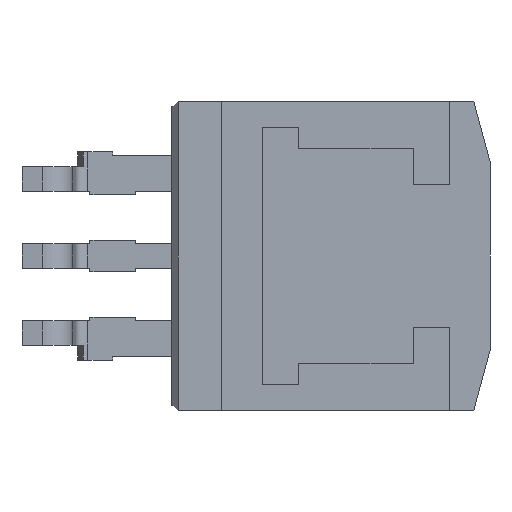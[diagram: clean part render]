
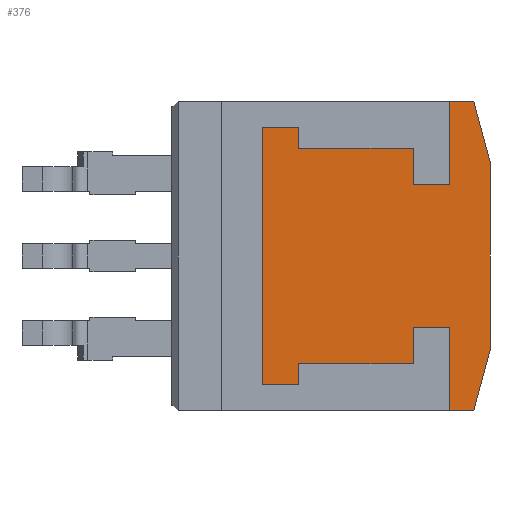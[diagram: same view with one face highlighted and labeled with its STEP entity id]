
A CAD part, front view. The second image highlights one B-rep face of the part: STEP entity #376.
In plain terms, the highlighted planar face has unit normal (0, -1, 0).
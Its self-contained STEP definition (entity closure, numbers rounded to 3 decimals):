
#8 = LINE ( 'NONE', #413, #1028 ) ;
#53 = EDGE_CURVE ( 'NONE', #2398, #3830, #801, .T. ) ;
#72 = DIRECTION ( 'NONE',  ( 0., 0., -1. ) ) ;
#115 = ORIENTED_EDGE ( 'NONE', *, *, #1233, .F. ) ;
#134 = VERTEX_POINT ( 'NONE', #4079 ) ;
#155 = VERTEX_POINT ( 'NONE', #595 ) ;
#234 = ORIENTED_EDGE ( 'NONE', *, *, #2441, .F. ) ;
#277 = EDGE_CURVE ( 'NONE', #1086, #3632, #1060, .T. ) ;
#376 = ADVANCED_FACE ( 'NONE', ( #3482 ), #3144, .F. ) ;
#383 = ORIENTED_EDGE ( 'NONE', *, *, #1490, .F. ) ;
#396 = CARTESIAN_POINT ( 'NONE',  ( 1.413, 0., -4.25 ) ) ;
#413 = CARTESIAN_POINT ( 'NONE',  ( 5.177, 0., 2.35 ) ) ;
#420 = LINE ( 'NONE', #759, #1591 ) ;
#473 = CARTESIAN_POINT ( 'NONE',  ( 1.413, 0., 3.55 ) ) ;
#476 = CARTESIAN_POINT ( 'NONE',  ( 7.712, 0., -3.1 ) ) ;
#509 = VECTOR ( 'NONE', #1269, 1000. ) ;
#532 = CARTESIAN_POINT ( 'NONE',  ( 6.377, 0., -5.1 ) ) ;
#539 = LINE ( 'NONE', #3174, #2845 ) ;
#567 = DIRECTION ( 'NONE',  ( 0., 0., -1. ) ) ;
#595 = CARTESIAN_POINT ( 'NONE',  ( 0.213, 0., 4.25 ) ) ;
#601 = LINE ( 'NONE', #683, #855 ) ;
#614 = VECTOR ( 'NONE', #1081, 1000. ) ;
#670 = CARTESIAN_POINT ( 'NONE',  ( 5.177, 0., -3.55 ) ) ;
#683 = CARTESIAN_POINT ( 'NONE',  ( 1.413, 0., 4.25 ) ) ;
#759 = CARTESIAN_POINT ( 'NONE',  ( 1.413, 0., -3.55 ) ) ;
#791 = CARTESIAN_POINT ( 'NONE',  ( 7.177, 0., 5.1 ) ) ;
#801 = LINE ( 'NONE', #1770, #2079 ) ;
#855 = VECTOR ( 'NONE', #3155, 1000. ) ;
#856 = CARTESIAN_POINT ( 'NONE',  ( 7.712, 0., 3.1 ) ) ;
#860 = ORIENTED_EDGE ( 'NONE', *, *, #277, .F. ) ;
#872 = EDGE_CURVE ( 'NONE', #2336, #1807, #2220, .T. ) ;
#920 = EDGE_CURVE ( 'NONE', #2422, #2336, #1747, .T. ) ;
#927 = LINE ( 'NONE', #3498, #2121 ) ;
#929 = CARTESIAN_POINT ( 'NONE',  ( 1.413, 0., 3.55 ) ) ;
#930 = CARTESIAN_POINT ( 'NONE',  ( 0.213, 0., -4.25 ) ) ;
#932 = VERTEX_POINT ( 'NONE', #2741 ) ;
#936 = DIRECTION ( 'NONE',  ( 0., 0., -1. ) ) ;
#984 = VECTOR ( 'NONE', #2231, 1000. ) ;
#990 = ORIENTED_EDGE ( 'NONE', *, *, #1666, .F. ) ;
#1008 = LINE ( 'NONE', #2678, #1252 ) ;
#1028 = VECTOR ( 'NONE', #2294, 1000. ) ;
#1060 = LINE ( 'NONE', #473, #614 ) ;
#1081 = DIRECTION ( 'NONE',  ( 1., 0., 0. ) ) ;
#1086 = VERTEX_POINT ( 'NONE', #929 ) ;
#1109 = DIRECTION ( 'NONE',  ( 0., 0., -1. ) ) ;
#1135 = ORIENTED_EDGE ( 'NONE', *, *, #4145, .F. ) ;
#1162 = CARTESIAN_POINT ( 'NONE',  ( 5.177, 0., 3.55 ) ) ;
#1233 = EDGE_CURVE ( 'NONE', #2650, #932, #8, .T. ) ;
#1252 = VECTOR ( 'NONE', #3625, 1000. ) ;
#1269 = DIRECTION ( 'NONE',  ( 0., 0., 1. ) ) ;
#1294 = DIRECTION ( 'NONE',  ( 0., 0., 1. ) ) ;
#1303 = EDGE_CURVE ( 'NONE', #134, #1426, #2613, .T. ) ;
#1351 = VERTEX_POINT ( 'NONE', #3082 ) ;
#1385 = VECTOR ( 'NONE', #3951, 1000. ) ;
#1407 = LINE ( 'NONE', #2679, #1385 ) ;
#1426 = VERTEX_POINT ( 'NONE', #3393 ) ;
#1432 = VECTOR ( 'NONE', #3568, 1000. ) ;
#1433 = ORIENTED_EDGE ( 'NONE', *, *, #872, .F. ) ;
#1434 = CARTESIAN_POINT ( 'NONE',  ( 6.377, 0., -2.35 ) ) ;
#1479 = EDGE_CURVE ( 'NONE', #1807, #2307, #3462, .T. ) ;
#1490 = EDGE_CURVE ( 'NONE', #3632, #2650, #927, .T. ) ;
#1526 = VECTOR ( 'NONE', #2163, 1000. ) ;
#1558 = DIRECTION ( 'NONE',  ( 0., 1., 0. ) ) ;
#1591 = VECTOR ( 'NONE', #1731, 1000. ) ;
#1627 = LINE ( 'NONE', #3778, #509 ) ;
#1654 = CARTESIAN_POINT ( 'NONE',  ( 6.377, 0., 5.1 ) ) ;
#1666 = EDGE_CURVE ( 'NONE', #932, #2403, #1968, .T. ) ;
#1702 = VERTEX_POINT ( 'NONE', #670 ) ;
#1731 = DIRECTION ( 'NONE',  ( -1., 0., 0. ) ) ;
#1747 = LINE ( 'NONE', #476, #3836 ) ;
#1753 = VERTEX_POINT ( 'NONE', #791 ) ;
#1770 = CARTESIAN_POINT ( 'NONE',  ( 5.177, 0., -2.35 ) ) ;
#1800 = ORIENTED_EDGE ( 'NONE', *, *, #2720, .F. ) ;
#1807 = VERTEX_POINT ( 'NONE', #3298 ) ;
#1891 = EDGE_CURVE ( 'NONE', #3830, #1702, #539, .T. ) ;
#1929 = CARTESIAN_POINT ( 'NONE',  ( 6.377, 0., 5.1 ) ) ;
#1960 = ORIENTED_EDGE ( 'NONE', *, *, #53, .F. ) ;
#1968 = LINE ( 'NONE', #1929, #3969 ) ;
#2008 = EDGE_CURVE ( 'NONE', #2403, #1753, #4130, .T. ) ;
#2019 = ORIENTED_EDGE ( 'NONE', *, *, #2008, .F. ) ;
#2079 = VECTOR ( 'NONE', #3040, 1000. ) ;
#2090 = VERTEX_POINT ( 'NONE', #2704 ) ;
#2097 = AXIS2_PLACEMENT_3D ( 'NONE', #4072, #1558, #3098 ) ;
#2121 = VECTOR ( 'NONE', #567, 1000. ) ;
#2163 = DIRECTION ( 'NONE',  ( 1., 0., 0. ) ) ;
#2182 = LINE ( 'NONE', #3998, #1526 ) ;
#2220 = LINE ( 'NONE', #2302, #1432 ) ;
#2231 = DIRECTION ( 'NONE',  ( -1., 0., 0. ) ) ;
#2294 = DIRECTION ( 'NONE',  ( 1., 0., 0. ) ) ;
#2302 = CARTESIAN_POINT ( 'NONE',  ( 7.177, 0., -5.1 ) ) ;
#2307 = VERTEX_POINT ( 'NONE', #532 ) ;
#2330 = ORIENTED_EDGE ( 'NONE', *, *, #1303, .F. ) ;
#2336 = VERTEX_POINT ( 'NONE', #3025 ) ;
#2340 = CARTESIAN_POINT ( 'NONE',  ( 5.177, 0., -2.35 ) ) ;
#2380 = EDGE_LOOP ( 'NONE', ( #3222, #3264, #1433, #2458, #4052, #2019, #990, #115, #383, #860, #3125, #3327, #234, #1135, #2330, #1800, #3948, #1960 ) ) ;
#2398 = VERTEX_POINT ( 'NONE', #1434 ) ;
#2403 = VERTEX_POINT ( 'NONE', #2706 ) ;
#2422 = VERTEX_POINT ( 'NONE', #856 ) ;
#2441 = EDGE_CURVE ( 'NONE', #2090, #155, #1627, .T. ) ;
#2458 = ORIENTED_EDGE ( 'NONE', *, *, #920, .F. ) ;
#2613 = LINE ( 'NONE', #396, #2842 ) ;
#2621 = EDGE_CURVE ( 'NONE', #1753, #2422, #1008, .T. ) ;
#2650 = VERTEX_POINT ( 'NONE', #3609 ) ;
#2678 = CARTESIAN_POINT ( 'NONE',  ( 7.177, 0., 5.1 ) ) ;
#2679 = CARTESIAN_POINT ( 'NONE',  ( 6.377, 0., -5.1 ) ) ;
#2704 = CARTESIAN_POINT ( 'NONE',  ( 0.213, 0., -4.25 ) ) ;
#2706 = CARTESIAN_POINT ( 'NONE',  ( 6.377, 0., 5.1 ) ) ;
#2720 = EDGE_CURVE ( 'NONE', #1702, #134, #420, .T. ) ;
#2741 = CARTESIAN_POINT ( 'NONE',  ( 6.377, 0., 2.35 ) ) ;
#2842 = VECTOR ( 'NONE', #72, 1000. ) ;
#2845 = VECTOR ( 'NONE', #936, 1000. ) ;
#2925 = DIRECTION ( 'NONE',  ( 1., 0., 0. ) ) ;
#3025 = CARTESIAN_POINT ( 'NONE',  ( 7.712, 0., -3.1 ) ) ;
#3040 = DIRECTION ( 'NONE',  ( -1., 0., 0. ) ) ;
#3082 = CARTESIAN_POINT ( 'NONE',  ( 1.413, 0., 4.25 ) ) ;
#3098 = DIRECTION ( 'NONE',  ( 0., 0., 1. ) ) ;
#3125 = ORIENTED_EDGE ( 'NONE', *, *, #3790, .F. ) ;
#3144 = PLANE ( 'NONE',  #2097 ) ;
#3155 = DIRECTION ( 'NONE',  ( 0., 0., -1. ) ) ;
#3174 = CARTESIAN_POINT ( 'NONE',  ( 5.177, 0., -3.55 ) ) ;
#3189 = LINE ( 'NONE', #930, #984 ) ;
#3222 = ORIENTED_EDGE ( 'NONE', *, *, #3894, .F. ) ;
#3264 = ORIENTED_EDGE ( 'NONE', *, *, #1479, .F. ) ;
#3298 = CARTESIAN_POINT ( 'NONE',  ( 7.177, 0., -5.1 ) ) ;
#3327 = ORIENTED_EDGE ( 'NONE', *, *, #3604, .F. ) ;
#3393 = CARTESIAN_POINT ( 'NONE',  ( 1.413, 0., -4.25 ) ) ;
#3462 = LINE ( 'NONE', #3768, #3577 ) ;
#3482 = FACE_OUTER_BOUND ( 'NONE', #2380, .T. ) ;
#3498 = CARTESIAN_POINT ( 'NONE',  ( 5.177, 0., 3.55 ) ) ;
#3568 = DIRECTION ( 'NONE',  ( -0.259, 0., -0.966 ) ) ;
#3577 = VECTOR ( 'NONE', #3822, 1000. ) ;
#3604 = EDGE_CURVE ( 'NONE', #155, #1351, #2182, .T. ) ;
#3609 = CARTESIAN_POINT ( 'NONE',  ( 5.177, 0., 2.35 ) ) ;
#3625 = DIRECTION ( 'NONE',  ( 0.259, 0., -0.966 ) ) ;
#3632 = VERTEX_POINT ( 'NONE', #1162 ) ;
#3768 = CARTESIAN_POINT ( 'NONE',  ( 6.377, 0., -5.1 ) ) ;
#3778 = CARTESIAN_POINT ( 'NONE',  ( 0.213, 0., 4.25 ) ) ;
#3790 = EDGE_CURVE ( 'NONE', #1351, #1086, #601, .T. ) ;
#3822 = DIRECTION ( 'NONE',  ( -1., 0., 0. ) ) ;
#3830 = VERTEX_POINT ( 'NONE', #2340 ) ;
#3836 = VECTOR ( 'NONE', #1109, 1000. ) ;
#3894 = EDGE_CURVE ( 'NONE', #2307, #2398, #1407, .T. ) ;
#3948 = ORIENTED_EDGE ( 'NONE', *, *, #1891, .F. ) ;
#3951 = DIRECTION ( 'NONE',  ( 0., 0., 1. ) ) ;
#3969 = VECTOR ( 'NONE', #1294, 1000. ) ;
#3975 = VECTOR ( 'NONE', #2925, 1000. ) ;
#3998 = CARTESIAN_POINT ( 'NONE',  ( 0.213, 0., 4.25 ) ) ;
#4052 = ORIENTED_EDGE ( 'NONE', *, *, #2621, .F. ) ;
#4072 = CARTESIAN_POINT ( 'NONE',  ( 0., 0., 0. ) ) ;
#4079 = CARTESIAN_POINT ( 'NONE',  ( 1.413, 0., -3.55 ) ) ;
#4130 = LINE ( 'NONE', #1654, #3975 ) ;
#4145 = EDGE_CURVE ( 'NONE', #1426, #2090, #3189, .T. ) ;
